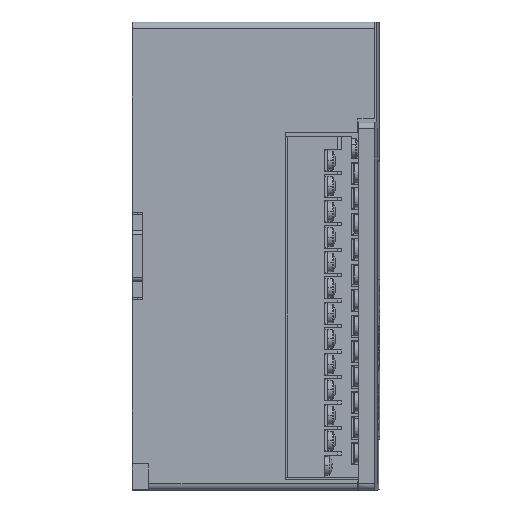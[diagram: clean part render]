
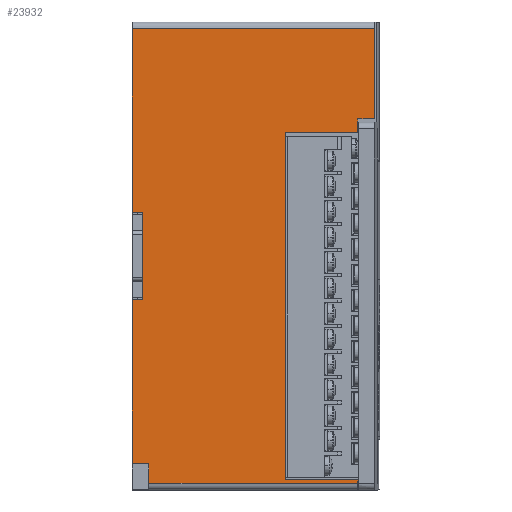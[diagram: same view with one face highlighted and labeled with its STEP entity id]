
A CAD part, front view. The second image highlights one B-rep face of the part: STEP entity #23932.
In plain terms, the highlighted planar face has unit normal (0, -1, 0).
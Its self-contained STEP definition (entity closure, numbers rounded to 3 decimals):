
#129 = CARTESIAN_POINT ( 'NONE',  ( 0., 0., -57. ) ) ;
#467 = EDGE_CURVE ( 'NONE', #76862, #54139, #36750, .T. ) ;
#2257 = CARTESIAN_POINT ( 'NONE',  ( 0., 0., -132. ) ) ;
#2296 = VECTOR ( 'NONE', #6899, 1000. ) ;
#2357 = ORIENTED_EDGE ( 'NONE', *, *, #31773, .F. ) ;
#2676 = DIRECTION ( 'NONE',  ( -1., 0., 0. ) ) ;
#3263 = LINE ( 'NONE', #34727, #47198 ) ;
#3648 = ORIENTED_EDGE ( 'NONE', *, *, #76145, .F. ) ;
#4774 = VECTOR ( 'NONE', #84974, 1000. ) ;
#4870 = LINE ( 'NONE', #105645, #2296 ) ;
#6084 = CARTESIAN_POINT ( 'NONE',  ( 72.5, 0., -2. ) ) ;
#6113 = DIRECTION ( 'NONE',  ( -1., 0., 0. ) ) ;
#6679 = EDGE_LOOP ( 'NONE', ( #18824, #101599, #94794, #68361, #95817, #49980, #42527, #20154, #39669, #86826, #3648, #57721, #99253, #43329, #2357, #56094 ) ) ;
#6899 = DIRECTION ( 'NONE',  ( -1., 0., 0. ) ) ;
#7915 = VECTOR ( 'NONE', #72466, 1000. ) ;
#8442 = VECTOR ( 'NONE', #71283, 1000. ) ;
#8477 = CARTESIAN_POINT ( 'NONE',  ( 5., 0., -138. ) ) ;
#9177 = DIRECTION ( 'NONE',  ( 1., 0., 0. ) ) ;
#9473 = CARTESIAN_POINT ( 'NONE',  ( 3., 0., -83. ) ) ;
#9579 = DIRECTION ( 'NONE',  ( 0., 0., 1. ) ) ;
#10688 = CARTESIAN_POINT ( 'NONE',  ( 72.5, 0., -140. ) ) ;
#11793 = EDGE_CURVE ( 'NONE', #70933, #54139, #16740, .T. ) ;
#11828 = EDGE_CURVE ( 'NONE', #19935, #33543, #91547, .T. ) ;
#11923 = VECTOR ( 'NONE', #2676, 1000. ) ;
#13224 = CARTESIAN_POINT ( 'NONE',  ( 3., 0., -57. ) ) ;
#13914 = DIRECTION ( 'NONE',  ( 0., 0., 1. ) ) ;
#14601 = CARTESIAN_POINT ( 'NONE',  ( 46., 0., -33. ) ) ;
#15944 = EDGE_CURVE ( 'NONE', #80145, #19935, #66600, .T. ) ;
#16740 = LINE ( 'NONE', #37131, #60694 ) ;
#16786 = VECTOR ( 'NONE', #22893, 1000. ) ;
#17251 = CARTESIAN_POINT ( 'NONE',  ( 67.5, 0., -29. ) ) ;
#18165 = VECTOR ( 'NONE', #6113, 1000. ) ;
#18824 = ORIENTED_EDGE ( 'NONE', *, *, #42265, .T. ) ;
#19935 = VERTEX_POINT ( 'NONE', #79535 ) ;
#20093 = DIRECTION ( 'NONE',  ( 0., 0., -1. ) ) ;
#20154 = ORIENTED_EDGE ( 'NONE', *, *, #51764, .T. ) ;
#20814 = LINE ( 'NONE', #95189, #7915 ) ;
#21825 = CARTESIAN_POINT ( 'NONE',  ( 67.5, 0., -29. ) ) ;
#22893 = DIRECTION ( 'NONE',  ( 0., 0., -1. ) ) ;
#23896 = LINE ( 'NONE', #76230, #67789 ) ;
#23932 = ADVANCED_FACE ( 'NONE', ( #74119 ), #41938, .T. ) ;
#25664 = CARTESIAN_POINT ( 'NONE',  ( 0., 0., -140. ) ) ;
#26162 = CARTESIAN_POINT ( 'NONE',  ( 0., 0., -140. ) ) ;
#26272 = EDGE_CURVE ( 'NONE', #78498, #68621, #4870, .T. ) ;
#26674 = LINE ( 'NONE', #10688, #4774 ) ;
#27290 = EDGE_CURVE ( 'NONE', #105459, #70933, #23896, .T. ) ;
#27331 = EDGE_CURVE ( 'NONE', #80145, #35320, #65223, .T. ) ;
#31773 = EDGE_CURVE ( 'NONE', #80285, #35320, #100258, .T. ) ;
#33543 = VERTEX_POINT ( 'NONE', #129 ) ;
#33912 = LINE ( 'NONE', #84881, #11923 ) ;
#33968 = DIRECTION ( 'NONE',  ( 0., 0., -1. ) ) ;
#34727 = CARTESIAN_POINT ( 'NONE',  ( 67.5, 0., -33. ) ) ;
#35320 = VERTEX_POINT ( 'NONE', #52426 ) ;
#36254 = EDGE_CURVE ( 'NONE', #98692, #78498, #3263, .T. ) ;
#36750 = LINE ( 'NONE', #61300, #92116 ) ;
#37131 = CARTESIAN_POINT ( 'NONE',  ( 67.5, 0., -140. ) ) ;
#39669 = ORIENTED_EDGE ( 'NONE', *, *, #76033, .T. ) ;
#39675 = DIRECTION ( 'NONE',  ( 0., 0., 1. ) ) ;
#41737 = EDGE_CURVE ( 'NONE', #84922, #80285, #33912, .T. ) ;
#41938 = PLANE ( 'NONE',  #95120 ) ;
#42265 = EDGE_CURVE ( 'NONE', #84922, #76862, #20814, .T. ) ;
#42527 = ORIENTED_EDGE ( 'NONE', *, *, #36254, .F. ) ;
#42807 = EDGE_CURVE ( 'NONE', #68621, #105459, #104508, .T. ) ;
#43303 = VECTOR ( 'NONE', #93144, 1000. ) ;
#43329 = ORIENTED_EDGE ( 'NONE', *, *, #27331, .T. ) ;
#44723 = VECTOR ( 'NONE', #39675, 1000. ) ;
#47198 = VECTOR ( 'NONE', #99937, 1000. ) ;
#49980 = ORIENTED_EDGE ( 'NONE', *, *, #26272, .F. ) ;
#49984 = VECTOR ( 'NONE', #13914, 1000. ) ;
#51764 = EDGE_CURVE ( 'NONE', #98692, #100333, #74270, .T. ) ;
#51789 = CARTESIAN_POINT ( 'NONE',  ( 3., 0., -83. ) ) ;
#52426 = CARTESIAN_POINT ( 'NONE',  ( 0., 0., -83. ) ) ;
#54139 = VERTEX_POINT ( 'NONE', #54957 ) ;
#54957 = CARTESIAN_POINT ( 'NONE',  ( 67.5, 0., -138. ) ) ;
#56094 = ORIENTED_EDGE ( 'NONE', *, *, #41737, .F. ) ;
#57721 = ORIENTED_EDGE ( 'NONE', *, *, #11828, .F. ) ;
#58374 = CARTESIAN_POINT ( 'NONE',  ( 5., 0., -132. ) ) ;
#59270 = VERTEX_POINT ( 'NONE', #6084 ) ;
#59313 = CARTESIAN_POINT ( 'NONE',  ( 46., 0., -33. ) ) ;
#60694 = VECTOR ( 'NONE', #20093, 1000. ) ;
#61300 = CARTESIAN_POINT ( 'NONE',  ( 0., 0., -138. ) ) ;
#64517 = CARTESIAN_POINT ( 'NONE',  ( 3., 0., -57. ) ) ;
#65223 = LINE ( 'NONE', #51789, #43303 ) ;
#66600 = LINE ( 'NONE', #64517, #44723 ) ;
#67789 = VECTOR ( 'NONE', #9177, 1000. ) ;
#68361 = ORIENTED_EDGE ( 'NONE', *, *, #27290, .F. ) ;
#68621 = VERTEX_POINT ( 'NONE', #59313 ) ;
#69671 = VECTOR ( 'NONE', #70958, 1000. ) ;
#70933 = VERTEX_POINT ( 'NONE', #89437 ) ;
#70958 = DIRECTION ( 'NONE',  ( -1., 0., 0. ) ) ;
#71255 = CARTESIAN_POINT ( 'NONE',  ( 46., 0., -137. ) ) ;
#71283 = DIRECTION ( 'NONE',  ( 1., 0., 0. ) ) ;
#71819 = LINE ( 'NONE', #104407, #49984 ) ;
#72466 = DIRECTION ( 'NONE',  ( 0., 0., -1. ) ) ;
#74119 = FACE_OUTER_BOUND ( 'NONE', #6679, .T. ) ;
#74156 = EDGE_CURVE ( 'NONE', #59270, #91532, #81434, .T. ) ;
#74248 = CARTESIAN_POINT ( 'NONE',  ( 0., 0., -2. ) ) ;
#74270 = LINE ( 'NONE', #21825, #8442 ) ;
#76033 = EDGE_CURVE ( 'NONE', #100333, #59270, #26674, .T. ) ;
#76145 = EDGE_CURVE ( 'NONE', #33543, #91532, #71819, .T. ) ;
#76230 = CARTESIAN_POINT ( 'NONE',  ( 46., 0., -137. ) ) ;
#76862 = VERTEX_POINT ( 'NONE', #8477 ) ;
#78365 = CARTESIAN_POINT ( 'NONE',  ( 67.5, 0., -33. ) ) ;
#78386 = VECTOR ( 'NONE', #9579, 1000. ) ;
#78498 = VERTEX_POINT ( 'NONE', #78365 ) ;
#79535 = CARTESIAN_POINT ( 'NONE',  ( 3., 0., -57. ) ) ;
#80145 = VERTEX_POINT ( 'NONE', #9473 ) ;
#80285 = VERTEX_POINT ( 'NONE', #2257 ) ;
#81434 = LINE ( 'NONE', #105208, #18165 ) ;
#83350 = DIRECTION ( 'NONE',  ( 0., -1., 0. ) ) ;
#84881 = CARTESIAN_POINT ( 'NONE',  ( 5., 0., -132. ) ) ;
#84922 = VERTEX_POINT ( 'NONE', #58374 ) ;
#84974 = DIRECTION ( 'NONE',  ( 0., 0., 1. ) ) ;
#86826 = ORIENTED_EDGE ( 'NONE', *, *, #74156, .T. ) ;
#89437 = CARTESIAN_POINT ( 'NONE',  ( 67.5, 0., -137. ) ) ;
#91532 = VERTEX_POINT ( 'NONE', #74248 ) ;
#91547 = LINE ( 'NONE', #13224, #69671 ) ;
#92116 = VECTOR ( 'NONE', #94049, 1000. ) ;
#93144 = DIRECTION ( 'NONE',  ( -1., 0., 0. ) ) ;
#94049 = DIRECTION ( 'NONE',  ( 1., 0., 0. ) ) ;
#94050 = CARTESIAN_POINT ( 'NONE',  ( 72.5, 0., -29. ) ) ;
#94794 = ORIENTED_EDGE ( 'NONE', *, *, #11793, .F. ) ;
#95120 = AXIS2_PLACEMENT_3D ( 'NONE', #25664, #83350, #33968 ) ;
#95189 = CARTESIAN_POINT ( 'NONE',  ( 5., 0., -140. ) ) ;
#95817 = ORIENTED_EDGE ( 'NONE', *, *, #42807, .F. ) ;
#98692 = VERTEX_POINT ( 'NONE', #17251 ) ;
#99253 = ORIENTED_EDGE ( 'NONE', *, *, #15944, .F. ) ;
#99937 = DIRECTION ( 'NONE',  ( 0., 0., -1. ) ) ;
#100258 = LINE ( 'NONE', #26162, #78386 ) ;
#100333 = VERTEX_POINT ( 'NONE', #94050 ) ;
#101599 = ORIENTED_EDGE ( 'NONE', *, *, #467, .T. ) ;
#104407 = CARTESIAN_POINT ( 'NONE',  ( 0., 0., -140. ) ) ;
#104508 = LINE ( 'NONE', #14601, #16786 ) ;
#105208 = CARTESIAN_POINT ( 'NONE',  ( 0., 0., -2. ) ) ;
#105459 = VERTEX_POINT ( 'NONE', #71255 ) ;
#105645 = CARTESIAN_POINT ( 'NONE',  ( 71.5, 0., -33. ) ) ;
